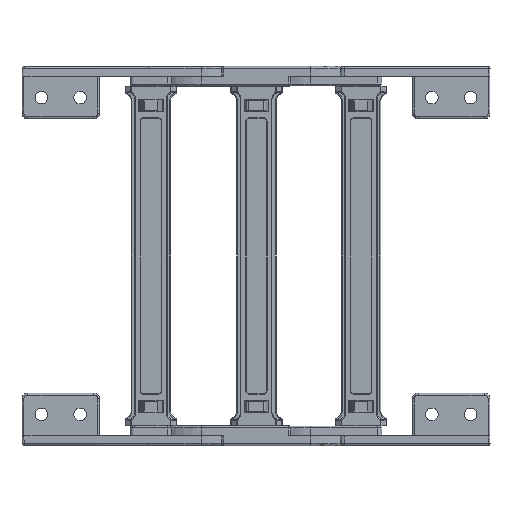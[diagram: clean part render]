
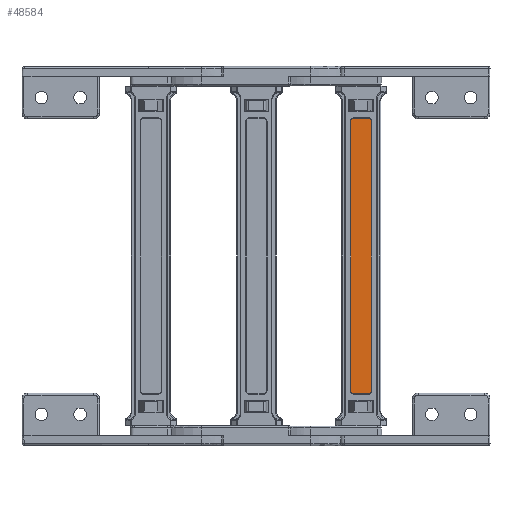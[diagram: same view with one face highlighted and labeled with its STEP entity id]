
A CAD part, front view. The second image highlights one B-rep face of the part: STEP entity #48584.
In plain terms, the highlighted planar face has unit normal (0, -1, 0).
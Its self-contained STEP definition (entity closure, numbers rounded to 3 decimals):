
#688 = CARTESIAN_POINT ( 'NONE',  ( 16.929, 70.705, -15.693 ) ) ;
#2444 = AXIS2_PLACEMENT_3D ( 'NONE', #101578, #56046, #10433 ) ;
#3879 = DIRECTION ( 'NONE',  ( 0., 0., -1. ) ) ;
#6217 = CARTESIAN_POINT ( 'NONE',  ( 23.755, 70.705, -15.693 ) ) ;
#7599 = VECTOR ( 'NONE', #69824, 1000. ) ;
#9259 = DIRECTION ( 'NONE',  ( 0., -1., 0. ) ) ;
#9602 = EDGE_LOOP ( 'NONE', ( #98338, #27222, #63641, #103409, #52607, #99155, #11062, #54578 ) ) ;
#10433 = DIRECTION ( 'NONE',  ( 0., 0., 1. ) ) ;
#11062 = ORIENTED_EDGE ( 'NONE', *, *, #18540, .T. ) ;
#11871 = CARTESIAN_POINT ( 'NONE',  ( 14.991, 70.705, -13.755 ) ) ;
#12723 = EDGE_CURVE ( 'NONE', #18949, #31774, #80088, .T. ) ;
#13751 = CARTESIAN_POINT ( 'NONE',  ( 14.991, 70.705, 120.423 ) ) ;
#15807 = VERTEX_POINT ( 'NONE', #6217 ) ;
#15892 = VECTOR ( 'NONE', #35776, 1000. ) ;
#15896 = DIRECTION ( 'NONE',  ( 0., 0., 1. ) ) ;
#17499 = DIRECTION ( 'NONE',  ( 1., 0., 0. ) ) ;
#18090 = DIRECTION ( 'NONE',  ( 0., 0., 1. ) ) ;
#18540 = EDGE_CURVE ( 'NONE', #99519, #15807, #39070, .T. ) ;
#18949 = VERTEX_POINT ( 'NONE', #62527 ) ;
#20049 = EDGE_CURVE ( 'NONE', #114900, #99519, #116455, .T. ) ;
#23860 = CARTESIAN_POINT ( 'NONE',  ( 23.755, 70.705, -13.755 ) ) ;
#27222 = ORIENTED_EDGE ( 'NONE', *, *, #12723, .F. ) ;
#30986 = CARTESIAN_POINT ( 'NONE',  ( 14.991, 70.705, 124.723 ) ) ;
#31774 = VERTEX_POINT ( 'NONE', #40834 ) ;
#32222 = DIRECTION ( 'NONE',  ( 0., -1., 0. ) ) ;
#33577 = EDGE_CURVE ( 'NONE', #82791, #94010, #38129, .T. ) ;
#34290 = AXIS2_PLACEMENT_3D ( 'NONE', #108643, #90602, #15896 ) ;
#35776 = DIRECTION ( 'NONE',  ( 0., 0., -1. ) ) ;
#37589 = VECTOR ( 'NONE', #17499, 1000. ) ;
#38129 = CIRCLE ( 'NONE', #34290, 1.938 ) ;
#39070 = LINE ( 'NONE', #688, #37589 ) ;
#40165 = LINE ( 'NONE', #90519, #15892 ) ;
#40643 = VECTOR ( 'NONE', #41690, 1000. ) ;
#40834 = CARTESIAN_POINT ( 'NONE',  ( 25.693, 70.705, 124.723 ) ) ;
#41690 = DIRECTION ( 'NONE',  ( 0., 0., 1. ) ) ;
#42175 = EDGE_CURVE ( 'NONE', #94010, #18949, #57729, .T. ) ;
#45523 = EDGE_CURVE ( 'NONE', #114900, #82791, #87750, .T. ) ;
#48584 = ADVANCED_FACE ( 'NONE', ( #75259 ), #54847, .T. ) ;
#49223 = CARTESIAN_POINT ( 'NONE',  ( 16.929, 70.705, -15.693 ) ) ;
#49468 = CARTESIAN_POINT ( 'NONE',  ( 16.929, 70.705, -13.755 ) ) ;
#52607 = ORIENTED_EDGE ( 'NONE', *, *, #45523, .F. ) ;
#54578 = ORIENTED_EDGE ( 'NONE', *, *, #54947, .T. ) ;
#54847 = PLANE ( 'NONE',  #113501 ) ;
#54947 = EDGE_CURVE ( 'NONE', #15807, #98001, #75281, .T. ) ;
#56046 = DIRECTION ( 'NONE',  ( 0., 1., 0. ) ) ;
#57729 = LINE ( 'NONE', #105023, #7599 ) ;
#61016 = DIRECTION ( 'NONE',  ( 0., 0., -1. ) ) ;
#61766 = AXIS2_PLACEMENT_3D ( 'NONE', #23860, #32222, #61016 ) ;
#62527 = CARTESIAN_POINT ( 'NONE',  ( 23.755, 70.705, 126.661 ) ) ;
#63226 = CARTESIAN_POINT ( 'NONE',  ( 16.929, 70.705, 120.423 ) ) ;
#63641 = ORIENTED_EDGE ( 'NONE', *, *, #42175, .F. ) ;
#69824 = DIRECTION ( 'NONE',  ( 1., 0., 0. ) ) ;
#75259 = FACE_OUTER_BOUND ( 'NONE', #9602, .T. ) ;
#75281 = CIRCLE ( 'NONE', #61766, 1.938 ) ;
#80088 = CIRCLE ( 'NONE', #2444, 1.938 ) ;
#81152 = EDGE_CURVE ( 'NONE', #31774, #98001, #40165, .T. ) ;
#82791 = VERTEX_POINT ( 'NONE', #30986 ) ;
#83319 = CARTESIAN_POINT ( 'NONE',  ( 25.693, 70.705, -13.755 ) ) ;
#85543 = AXIS2_PLACEMENT_3D ( 'NONE', #49468, #113438, #3879 ) ;
#87226 = CARTESIAN_POINT ( 'NONE',  ( 16.929, 70.705, 126.661 ) ) ;
#87750 = LINE ( 'NONE', #13751, #40643 ) ;
#90519 = CARTESIAN_POINT ( 'NONE',  ( 25.693, 70.705, 120.423 ) ) ;
#90602 = DIRECTION ( 'NONE',  ( 0., 1., 0. ) ) ;
#94010 = VERTEX_POINT ( 'NONE', #87226 ) ;
#98001 = VERTEX_POINT ( 'NONE', #83319 ) ;
#98338 = ORIENTED_EDGE ( 'NONE', *, *, #81152, .F. ) ;
#99155 = ORIENTED_EDGE ( 'NONE', *, *, #20049, .T. ) ;
#99519 = VERTEX_POINT ( 'NONE', #49223 ) ;
#101578 = CARTESIAN_POINT ( 'NONE',  ( 23.755, 70.705, 124.723 ) ) ;
#103409 = ORIENTED_EDGE ( 'NONE', *, *, #33577, .F. ) ;
#105023 = CARTESIAN_POINT ( 'NONE',  ( 16.929, 70.705, 126.661 ) ) ;
#108643 = CARTESIAN_POINT ( 'NONE',  ( 16.929, 70.705, 124.723 ) ) ;
#113438 = DIRECTION ( 'NONE',  ( 0., -1., 0. ) ) ;
#113501 = AXIS2_PLACEMENT_3D ( 'NONE', #63226, #9259, #18090 ) ;
#114900 = VERTEX_POINT ( 'NONE', #11871 ) ;
#116455 = CIRCLE ( 'NONE', #85543, 1.938 ) ;
